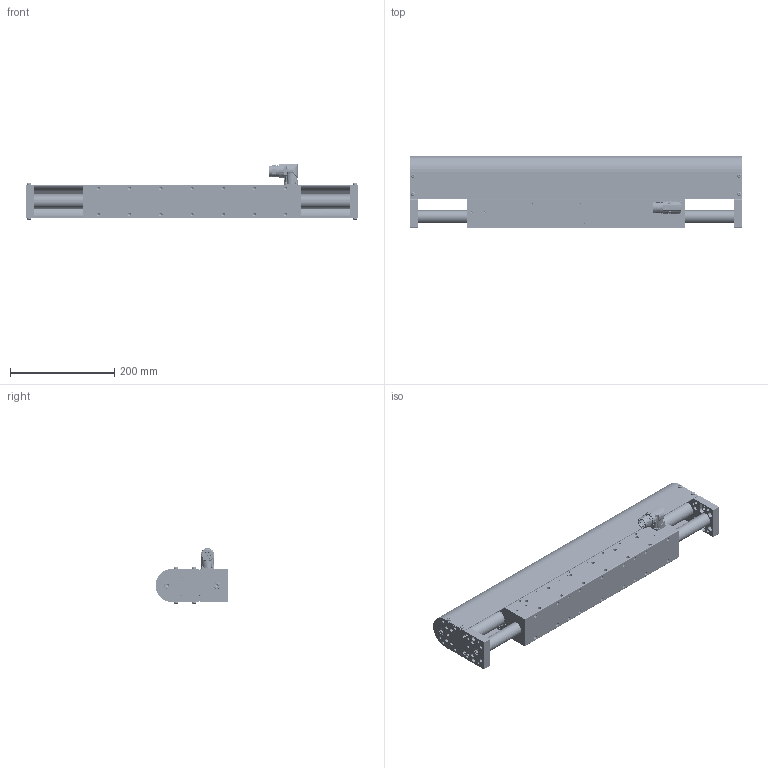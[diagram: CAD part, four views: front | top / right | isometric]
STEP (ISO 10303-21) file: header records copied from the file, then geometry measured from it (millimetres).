
FILE_DESCRIPTION (( 'STEP AP214' ), '1' );
FILE_NAME ('0186-2554_260311_DM01-48x360F-HP-C-185_CS01_BE03.STEP', '2026-03-11T10:34:26', ( '' ), ( '' ), 'SwSTEP 2.0', 'SolidWorks 2026', '' );
FILE_SCHEMA (( 'AUTOMOTIVE_DESIGN' ));
Length unit declared in the file: millimetre
Products named in the file (12): 0180-1300_D01k-48x...-AD_D01k-48x637-AD; 0186-1539_PL01-28x620!570-HP-SF_PL01-28x620!570-HP-SF; 0180-1842_DM01k-48-H; 0180-1302_GE-M18x1.5!M8; 0230-0365_Lins.-Schr_I-6rd_M4x8_8.8_v-b; 0180-1301_DL01k-25-15.6x...-M18x1.5_DL01k-25-15,6x612-M18x1.5; 0186-2554_260311_DM01-48x360F-HP-C-185_CS01_BE03; 0230-0653_Zyl.-Schr._I-6kt_n-K_M10x25_8.8_v-b; 0180-1298_DM01k-48; 0180-1381_DL01h-25-15.6x...-M18!M8_DL01h-25-15.6x612-M18!M8; 0186-2543_DM01-S48x360F-HP-C; 0230-0488_Zyl.-Schr._I-6kt_M8x25_8.8_v-b
Assembly tree (23 placements, depth 3):
  0186-2554_260311_DM01-48x360F-HP-C-185_CS01_BE03
    0186-2543_DM01-S48x360F-HP-C
    0186-1539_PL01-28x620!570-HP-SF_PL01-28x620!570-HP-SF
    0180-1381_DL01h-25-15.6x...-M18!M8_DL01h-25-15.6x612-M18!M8  x2
      0180-1301_DL01k-25-15.6x...-M18x1.5_DL01k-25-15,6x612-M18x1.5
      0180-1302_GE-M18x1.5!M8
    0180-1298_DM01k-48
    0180-1842_DM01k-48-H
    0230-0488_Zyl.-Schr._I-6kt_M8x25_8.8_v-b  x4
    0230-0653_Zyl.-Schr._I-6kt_n-K_M10x25_8.8_v-b
    0180-1300_D01k-48x...-AD_D01k-48x637-AD
    0230-0365_Lins.-Schr_I-6rd_M4x8_8.8_v-b  x8
Bounding box: 638 x 140 x 106.72 mm (x, y, z)
Volume: 3757521.5 mm3; surface area: 1053368.6 mm2
Topology: 53 solids, 137 shells, 4335 faces, 10652 edges, 6558 vertices
Faces by surface type: plane 1450, cylinder 1227, cone 1080, bspline 406, torus 156, sphere 16
Full cylindrical faces by diameter (mm): 1 x10, 1.2 x5, 1.5 x5, 1.8 x5, 2 x8, 2.05 x4, 2.5 x4, 2.501 x48, 2.6 x4, 2.7 x4, 2.8 x5, 2.9 x4, 3 x1, 3.3 x10, 4 x82, 4.2 x2, 4.5 x8, 4.8 x8, 5 x130, 6 x55, 6.6 x16, 6.8 x30, 8 x75, 8.4 x8, 8.5 x2, 9 x4, 10 x18, 10.5 x9, 11 x4, 13 x4
Entity records: 167352 total; most frequent: CARTESIAN_POINT 62711, ORIENTED_EDGE 14712, DIRECTION 14190, EDGE_CURVE 7356, AXIS2_PLACEMENT_3D 5567, VERTEX_POINT 5103, EDGE_LOOP 4815, FACE_OUTER_BOUND 3931
